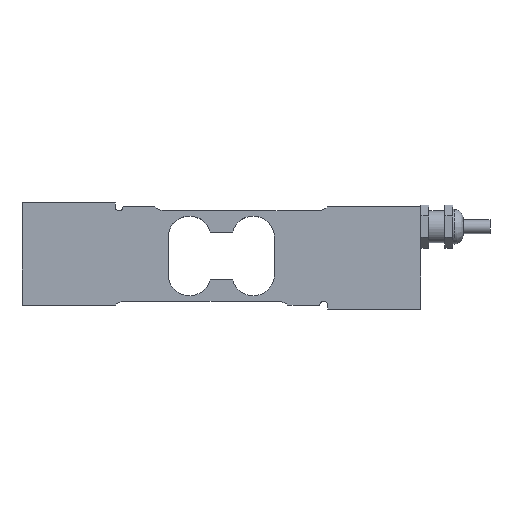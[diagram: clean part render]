
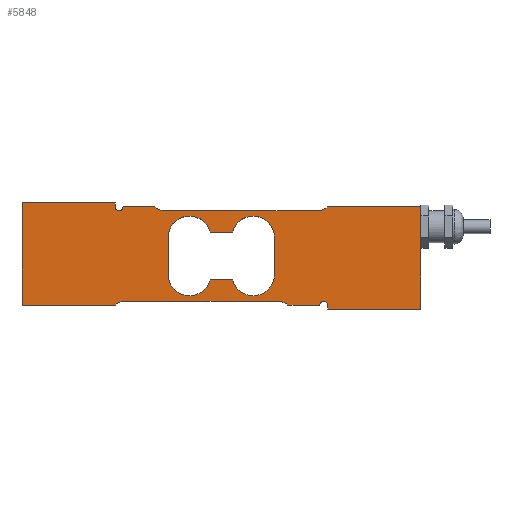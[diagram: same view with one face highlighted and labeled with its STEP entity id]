
A CAD part, top view. The second image highlights one B-rep face of the part: STEP entity #5848.
In plain terms, the highlighted planar face has unit normal (0, 0, 1).
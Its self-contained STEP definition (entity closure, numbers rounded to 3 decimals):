
#545=FACE_BOUND('',#1278,.T.);
#595=PLANE('',#6251);
#932=FACE_OUTER_BOUND('',#1277,.T.);
#1277=EDGE_LOOP('',(#5172,#5173,#5174,#5175,#5176,#5177,#5178,#5179,#5180,
#5181,#5182,#5183,#5184,#5185,#5186,#5187,#5188,#5189));
#1278=EDGE_LOOP('',(#5190,#5191,#5192,#5193,#5194,#5195,#5196,#5197));
#1572=LINE('',#22463,#1903);
#1574=LINE('',#22468,#1905);
#1578=LINE('',#22477,#1909);
#1582=LINE('',#22484,#1913);
#1585=LINE('',#22495,#1916);
#1587=LINE('',#22499,#1918);
#1591=LINE('',#22505,#1922);
#1594=LINE('',#22511,#1925);
#1597=LINE('',#22522,#1928);
#1601=LINE('',#22534,#1932);
#1605=LINE('',#22546,#1936);
#1610=LINE('',#22559,#1941);
#1611=LINE('',#22565,#1942);
#1614=LINE('',#22571,#1945);
#1615=LINE('',#22572,#1946);
#1616=LINE('',#22573,#1947);
#1903=VECTOR('',#7247,10.);
#1905=VECTOR('',#7251,10.);
#1909=VECTOR('',#7257,10.);
#1913=VECTOR('',#7263,10.);
#1916=VECTOR('',#7274,10.);
#1918=VECTOR('',#7278,10.);
#1922=VECTOR('',#7284,10.);
#1925=VECTOR('',#7289,10.);
#1928=VECTOR('',#7300,10.);
#1932=VECTOR('',#7312,10.);
#1936=VECTOR('',#7324,10.);
#1941=VECTOR('',#7337,10.);
#1942=VECTOR('',#7346,10.);
#1945=VECTOR('',#7351,10.);
#1946=VECTOR('',#7352,10.);
#1947=VECTOR('',#7353,10.);
#2008=CIRCLE('',#6210,6.);
#2009=CIRCLE('',#6212,6.);
#2012=CIRCLE('',#6216,6.);
#2013=CIRCLE('',#6218,6.);
#2016=CIRCLE('',#6226,1.5);
#2018=CIRCLE('',#6233,1.5);
#2020=CIRCLE('',#6237,8.);
#2022=CIRCLE('',#6241,8.);
#2024=CIRCLE('',#6245,8.);
#2026=CIRCLE('',#6249,8.);
#2544=VERTEX_POINT('',#22429);
#2545=VERTEX_POINT('',#22431);
#2546=VERTEX_POINT('',#22435);
#2547=VERTEX_POINT('',#22436);
#2552=VERTEX_POINT('',#22447);
#2553=VERTEX_POINT('',#22449);
#2554=VERTEX_POINT('',#22453);
#2555=VERTEX_POINT('',#22454);
#2559=VERTEX_POINT('',#22467);
#2562=VERTEX_POINT('',#22474);
#2563=VERTEX_POINT('',#22476);
#2565=VERTEX_POINT('',#22482);
#2568=VERTEX_POINT('',#22492);
#2569=VERTEX_POINT('',#22494);
#2570=VERTEX_POINT('',#22498);
#2573=VERTEX_POINT('',#22509);
#2576=VERTEX_POINT('',#22519);
#2577=VERTEX_POINT('',#22521);
#2579=VERTEX_POINT('',#22527);
#2581=VERTEX_POINT('',#22533);
#2583=VERTEX_POINT('',#22539);
#2585=VERTEX_POINT('',#22545);
#2587=VERTEX_POINT('',#22551);
#2589=VERTEX_POINT('',#22557);
#2590=VERTEX_POINT('',#22564);
#2592=VERTEX_POINT('',#22570);
#3406=EDGE_CURVE('',#2544,#2545,#2008,.T.);
#3408=EDGE_CURVE('',#2546,#2547,#2009,.T.);
#3414=EDGE_CURVE('',#2552,#2553,#2012,.T.);
#3416=EDGE_CURVE('',#2554,#2555,#2013,.T.);
#3421=EDGE_CURVE('',#2552,#2555,#1572,.T.);
#3423=EDGE_CURVE('',#2559,#2553,#1574,.T.);
#3427=EDGE_CURVE('',#2563,#2562,#1578,.T.);
#3431=EDGE_CURVE('',#2554,#2565,#1582,.T.);
#3433=EDGE_CURVE('',#2565,#2563,#2016,.T.);
#3436=EDGE_CURVE('',#2569,#2568,#1585,.T.);
#3438=EDGE_CURVE('',#2570,#2545,#1587,.T.);
#3442=EDGE_CURVE('',#2544,#2547,#1591,.T.);
#3445=EDGE_CURVE('',#2546,#2573,#1594,.T.);
#3447=EDGE_CURVE('',#2573,#2569,#2018,.T.);
#3450=EDGE_CURVE('',#2577,#2576,#1597,.T.);
#3453=EDGE_CURVE('',#2579,#2577,#2020,.T.);
#3456=EDGE_CURVE('',#2581,#2579,#1601,.T.);
#3459=EDGE_CURVE('',#2583,#2581,#2022,.T.);
#3462=EDGE_CURVE('',#2585,#2583,#1605,.T.);
#3466=EDGE_CURVE('',#2576,#2587,#2024,.T.);
#3469=EDGE_CURVE('',#2587,#2589,#1610,.T.);
#3471=EDGE_CURVE('',#2589,#2585,#2026,.T.);
#3472=EDGE_CURVE('',#2559,#2590,#1611,.T.);
#3475=EDGE_CURVE('',#2592,#2562,#1614,.T.);
#3476=EDGE_CURVE('',#2570,#2592,#1615,.T.);
#3477=EDGE_CURVE('',#2568,#2590,#1616,.T.);
#5172=ORIENTED_EDGE('',*,*,#3423,.T.);
#5173=ORIENTED_EDGE('',*,*,#3414,.F.);
#5174=ORIENTED_EDGE('',*,*,#3421,.T.);
#5175=ORIENTED_EDGE('',*,*,#3416,.F.);
#5176=ORIENTED_EDGE('',*,*,#3431,.T.);
#5177=ORIENTED_EDGE('',*,*,#3433,.T.);
#5178=ORIENTED_EDGE('',*,*,#3427,.T.);
#5179=ORIENTED_EDGE('',*,*,#3475,.F.);
#5180=ORIENTED_EDGE('',*,*,#3476,.F.);
#5181=ORIENTED_EDGE('',*,*,#3438,.T.);
#5182=ORIENTED_EDGE('',*,*,#3406,.F.);
#5183=ORIENTED_EDGE('',*,*,#3442,.T.);
#5184=ORIENTED_EDGE('',*,*,#3408,.F.);
#5185=ORIENTED_EDGE('',*,*,#3445,.T.);
#5186=ORIENTED_EDGE('',*,*,#3447,.T.);
#5187=ORIENTED_EDGE('',*,*,#3436,.T.);
#5188=ORIENTED_EDGE('',*,*,#3477,.T.);
#5189=ORIENTED_EDGE('',*,*,#3472,.F.);
#5190=ORIENTED_EDGE('',*,*,#3462,.T.);
#5191=ORIENTED_EDGE('',*,*,#3459,.T.);
#5192=ORIENTED_EDGE('',*,*,#3456,.T.);
#5193=ORIENTED_EDGE('',*,*,#3453,.T.);
#5194=ORIENTED_EDGE('',*,*,#3450,.T.);
#5195=ORIENTED_EDGE('',*,*,#3466,.T.);
#5196=ORIENTED_EDGE('',*,*,#3469,.T.);
#5197=ORIENTED_EDGE('',*,*,#3471,.T.);
#5848=ADVANCED_FACE('',(#932,#545),#595,.T.);
#6210=AXIS2_PLACEMENT_3D('',#22432,#7217,#7218);
#6212=AXIS2_PLACEMENT_3D('',#22437,#7222,#7223);
#6216=AXIS2_PLACEMENT_3D('',#22450,#7233,#7234);
#6218=AXIS2_PLACEMENT_3D('',#22455,#7238,#7239);
#6226=AXIS2_PLACEMENT_3D('',#22487,#7268,#7269);
#6233=AXIS2_PLACEMENT_3D('',#22514,#7294,#7295);
#6237=AXIS2_PLACEMENT_3D('',#22528,#7306,#7307);
#6241=AXIS2_PLACEMENT_3D('',#22540,#7318,#7319);
#6245=AXIS2_PLACEMENT_3D('',#22553,#7331,#7332);
#6249=AXIS2_PLACEMENT_3D('',#22562,#7342,#7343);
#6251=AXIS2_PLACEMENT_3D('',#22569,#7349,#7350);
#7217=DIRECTION('center_axis',(0.,0.,1.));
#7218=DIRECTION('ref_axis',(-0.661,0.75,0.));
#7222=DIRECTION('center_axis',(0.,0.,1.));
#7223=DIRECTION('ref_axis',(0.661,0.75,0.));
#7233=DIRECTION('center_axis',(0.,0.,1.));
#7234=DIRECTION('ref_axis',(0.661,-0.75,0.));
#7238=DIRECTION('center_axis',(0.,0.,1.));
#7239=DIRECTION('ref_axis',(-0.661,-0.75,0.));
#7247=DIRECTION('',(-1.,0.,0.));
#7251=DIRECTION('',(-1.,0.,0.));
#7257=DIRECTION('',(0.,1.,0.));
#7263=DIRECTION('',(-1.,0.,0.));
#7268=DIRECTION('center_axis',(0.,0.,-1.));
#7269=DIRECTION('ref_axis',(1.,0.,0.));
#7274=DIRECTION('',(0.,-1.,0.));
#7278=DIRECTION('',(1.,0.,0.));
#7284=DIRECTION('',(1.,0.,0.));
#7289=DIRECTION('',(1.,0.,0.));
#7294=DIRECTION('center_axis',(0.,0.,-1.));
#7295=DIRECTION('ref_axis',(1.,0.,0.));
#7300=DIRECTION('',(-1.,0.,0.));
#7306=DIRECTION('center_axis',(0.,0.,-1.));
#7307=DIRECTION('ref_axis',(1.,0.,0.));
#7312=DIRECTION('',(0.,-1.,0.));
#7318=DIRECTION('center_axis',(0.,0.,-1.));
#7319=DIRECTION('ref_axis',(1.,0.,0.));
#7324=DIRECTION('',(1.,0.,0.));
#7331=DIRECTION('center_axis',(0.,0.,-1.));
#7332=DIRECTION('ref_axis',(1.,0.,0.));
#7337=DIRECTION('',(0.,1.,0.));
#7342=DIRECTION('center_axis',(0.,0.,-1.));
#7343=DIRECTION('ref_axis',(1.,0.,0.));
#7346=DIRECTION('',(0.,-1.,0.));
#7349=DIRECTION('center_axis',(0.,0.,1.));
#7350=DIRECTION('ref_axis',(0.,-1.,0.));
#7351=DIRECTION('',(1.,0.,0.));
#7352=DIRECTION('',(0.,1.,0.));
#7353=DIRECTION('',(1.,0.,0.));
#22429=CARTESIAN_POINT('',(-36.031,-17.,12.7));
#22431=CARTESIAN_POINT('',(-40.,-18.5,12.7));
#22432=CARTESIAN_POINT('Origin',(-36.031,-23.,12.7));
#22435=CARTESIAN_POINT('',(25.,-18.5,12.7));
#22436=CARTESIAN_POINT('',(21.031,-17.,12.7));
#22437=CARTESIAN_POINT('Origin',(21.031,-23.,12.7));
#22447=CARTESIAN_POINT('',(36.031,17.,12.7));
#22449=CARTESIAN_POINT('',(40.,18.5,12.7));
#22450=CARTESIAN_POINT('Origin',(36.031,23.,12.7));
#22453=CARTESIAN_POINT('',(-25.,18.5,12.7));
#22454=CARTESIAN_POINT('',(-21.031,17.,12.7));
#22455=CARTESIAN_POINT('Origin',(-21.031,23.,12.7));
#22463=CARTESIAN_POINT('',(-12.5,17.,12.7));
#22467=CARTESIAN_POINT('',(75.,18.5,12.7));
#22468=CARTESIAN_POINT('',(20.,18.5,12.7));
#22474=CARTESIAN_POINT('',(-40.,20.,12.7));
#22476=CARTESIAN_POINT('',(-40.,18.5,12.7));
#22477=CARTESIAN_POINT('',(-40.,20.,12.7));
#22482=CARTESIAN_POINT('',(-37.,18.5,12.7));
#22484=CARTESIAN_POINT('',(-18.5,18.5,12.7));
#22487=CARTESIAN_POINT('Origin',(-38.5,18.5,12.7));
#22492=CARTESIAN_POINT('',(40.,-20.,12.7));
#22494=CARTESIAN_POINT('',(40.,-18.5,12.7));
#22495=CARTESIAN_POINT('',(40.,0.,12.7));
#22498=CARTESIAN_POINT('',(-75.,-18.5,12.7));
#22499=CARTESIAN_POINT('',(-20.,-18.5,12.7));
#22505=CARTESIAN_POINT('',(12.5,-17.,12.7));
#22509=CARTESIAN_POINT('',(37.,-18.5,12.7));
#22511=CARTESIAN_POINT('',(18.5,-18.5,12.7));
#22514=CARTESIAN_POINT('Origin',(38.5,-18.5,12.7));
#22519=CARTESIAN_POINT('',(-4.254,-9.,12.7));
#22521=CARTESIAN_POINT('',(4.254,-9.,12.7));
#22522=CARTESIAN_POINT('',(-2.127,-9.,12.7));
#22527=CARTESIAN_POINT('',(20.,-7.,12.7));
#22528=CARTESIAN_POINT('Origin',(12.,-7.,12.7));
#22533=CARTESIAN_POINT('',(20.,7.,12.7));
#22534=CARTESIAN_POINT('',(20.,6.5,12.7));
#22539=CARTESIAN_POINT('',(4.254,9.,12.7));
#22540=CARTESIAN_POINT('Origin',(12.,7.,12.7));
#22545=CARTESIAN_POINT('',(-4.254,9.,12.7));
#22546=CARTESIAN_POINT('',(2.127,9.,12.7));
#22551=CARTESIAN_POINT('',(-20.,-7.,12.7));
#22553=CARTESIAN_POINT('Origin',(-12.,-7.,12.7));
#22557=CARTESIAN_POINT('',(-20.,7.,12.7));
#22559=CARTESIAN_POINT('',(-20.,13.5,12.7));
#22562=CARTESIAN_POINT('Origin',(-12.,7.,12.7));
#22564=CARTESIAN_POINT('',(75.,-20.,12.7));
#22565=CARTESIAN_POINT('',(75.,-20.,12.7));
#22569=CARTESIAN_POINT('Origin',(0.,20.,12.7));
#22570=CARTESIAN_POINT('',(-75.,20.,12.7));
#22571=CARTESIAN_POINT('',(0.,20.,12.7));
#22572=CARTESIAN_POINT('',(-75.,-20.,12.7));
#22573=CARTESIAN_POINT('',(0.,-20.,12.7));
